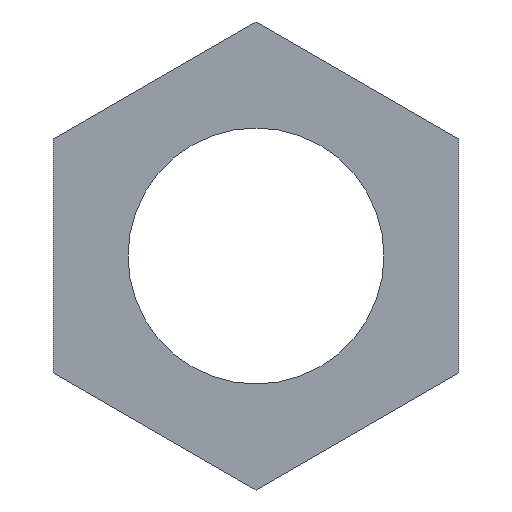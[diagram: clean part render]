
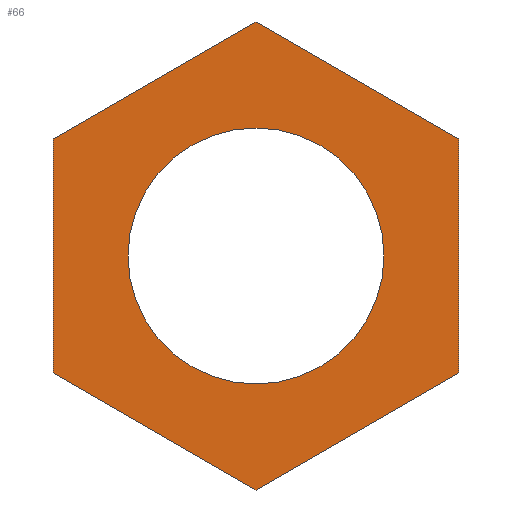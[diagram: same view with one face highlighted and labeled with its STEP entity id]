
A CAD part, front view. The second image highlights one B-rep face of the part: STEP entity #66.
In plain terms, the highlighted planar face has unit normal (0, -1, 0).
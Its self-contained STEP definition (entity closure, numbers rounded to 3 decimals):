
#66=ADVANCED_FACE('',(#128,#129),#130,.F.);
#128=FACE_BOUND('',#184,.T.);
#129=FACE_OUTER_BOUND('',#185,.T.);
#130=PLANE('',#186);
#184=EDGE_LOOP('',(#298,#299));
#185=EDGE_LOOP('',(#300,#301,#302,#303,#304,#305));
#186=AXIS2_PLACEMENT_3D('',#306,#307,#308);
#298=ORIENTED_EDGE('',*,*,#335,.T.);
#299=ORIENTED_EDGE('',*,*,#337,.T.);
#300=ORIENTED_EDGE('',*,*,#368,.F.);
#301=ORIENTED_EDGE('',*,*,#348,.F.);
#302=ORIENTED_EDGE('',*,*,#353,.F.);
#303=ORIENTED_EDGE('',*,*,#357,.F.);
#304=ORIENTED_EDGE('',*,*,#361,.F.);
#305=ORIENTED_EDGE('',*,*,#365,.F.);
#306=CARTESIAN_POINT('',(9.5,0.0,10.97));
#307=DIRECTION('',(-0.0,1.0,0.0));
#308=DIRECTION('',(1.0,0.0,0.0));
#335=EDGE_CURVE('',#389,#393,#395,.T.);
#337=EDGE_CURVE('',#393,#389,#397,.T.);
#348=EDGE_CURVE('',#409,#411,#412,.T.);
#353=EDGE_CURVE('',#417,#409,#419,.T.);
#357=EDGE_CURVE('',#423,#417,#425,.T.);
#361=EDGE_CURVE('',#429,#423,#431,.T.);
#365=EDGE_CURVE('',#435,#429,#437,.T.);
#368=EDGE_CURVE('',#411,#435,#440,.T.);
#389=VERTEX_POINT('',#465);
#393=VERTEX_POINT('',#470);
#395=CIRCLE('',#473,6.0);
#397=CIRCLE('',#475,6.0);
#409=VERTEX_POINT('',#488);
#411=VERTEX_POINT('',#491);
#412=LINE('',#492,#493);
#417=VERTEX_POINT('',#500);
#419=LINE('',#503,#504);
#423=VERTEX_POINT('',#509);
#425=LINE('',#512,#513);
#429=VERTEX_POINT('',#518);
#431=LINE('',#521,#522);
#435=VERTEX_POINT('',#527);
#437=LINE('',#530,#531);
#440=LINE('',#535,#536);
#465=CARTESIAN_POINT('',(15.5,0.0,10.97));
#470=CARTESIAN_POINT('',(3.5,0.0,10.97));
#473=AXIS2_PLACEMENT_3D('',#558,#559,#560);
#475=AXIS2_PLACEMENT_3D('',#561,#562,#563);
#488=CARTESIAN_POINT('',(9.5,0.0,21.939));
#491=CARTESIAN_POINT('',(19.0,0.0,16.454));
#492=CARTESIAN_POINT('',(9.5,0.0,21.939));
#493=VECTOR('',#578,1.0);
#500=CARTESIAN_POINT('',(0.0,0.0,16.454));
#503=CARTESIAN_POINT('',(0.0,0.0,16.454));
#504=VECTOR('',#582,1.0);
#509=CARTESIAN_POINT('',(0.0,0.0,5.485));
#512=CARTESIAN_POINT('',(0.0,0.0,5.485));
#513=VECTOR('',#585,1.0);
#518=CARTESIAN_POINT('',(9.5,0.0,0.0));
#521=CARTESIAN_POINT('',(9.5,0.0,0.0));
#522=VECTOR('',#588,1.0);
#527=CARTESIAN_POINT('',(19.0,0.0,5.485));
#530=CARTESIAN_POINT('',(19.0,0.0,5.485));
#531=VECTOR('',#591,1.0);
#535=CARTESIAN_POINT('',(19.0,0.0,16.454));
#536=VECTOR('',#593,1.0);
#558=CARTESIAN_POINT('',(9.5,0.0,10.97));
#559=DIRECTION('',(-0.0,1.0,0.0));
#560=DIRECTION('',(1.0,0.0,0.));
#561=CARTESIAN_POINT('',(9.5,0.0,10.97));
#562=DIRECTION('',(-0.0,1.0,0.0));
#563=DIRECTION('',(1.0,0.0,0.));
#578=DIRECTION('',(0.866,0.0,-0.5));
#582=DIRECTION('',(0.866,0.0,0.5));
#585=DIRECTION('',(0.0,0.0,1.0));
#588=DIRECTION('',(-0.866,0.0,0.5));
#591=DIRECTION('',(-0.866,0.0,-0.5));
#593=DIRECTION('',(0.0,0.0,-1.0));
